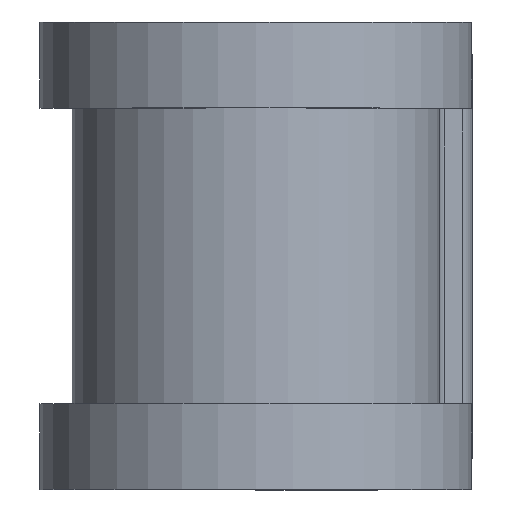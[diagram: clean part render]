
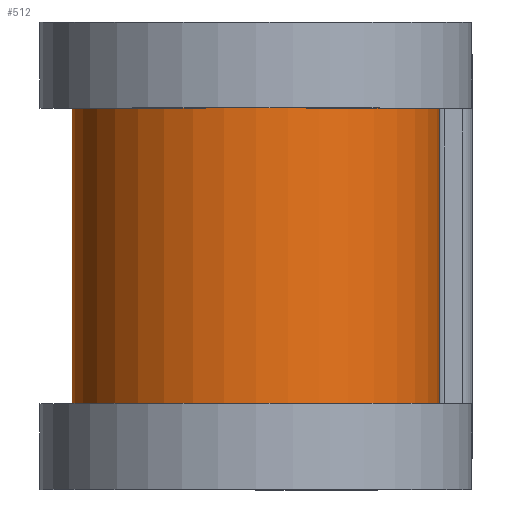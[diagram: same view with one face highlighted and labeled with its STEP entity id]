
A CAD part, top view. The second image highlights one B-rep face of the part: STEP entity #512.
In plain terms, the highlighted cylindrical face has radius 8.687 mm (diameter 17.374 mm), a partial arc.
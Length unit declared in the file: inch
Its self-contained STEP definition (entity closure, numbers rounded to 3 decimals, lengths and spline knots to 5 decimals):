
#14 = AXIS2_PLACEMENT_3D ( 'NONE', #671, #767, #821 ) ;
#54 = CARTESIAN_POINT ( 'NONE',  ( 0.342, 0.375, 0. ) ) ;
#85 = AXIS2_PLACEMENT_3D ( 'NONE', #754, #737, #728 ) ;
#146 = EDGE_CURVE ( 'NONE', #1614, #1211, #299, .T. ) ;
#194 = DIRECTION ( 'NONE',  ( 0., -1., 0. ) ) ;
#299 = CIRCLE ( 'NONE', #85, 0.342 ) ;
#305 = AXIS2_PLACEMENT_3D ( 'NONE', #672, #1599, #823 ) ;
#351 = DIRECTION ( 'NONE',  ( 0., -1., 0. ) ) ;
#455 = CARTESIAN_POINT ( 'NONE',  ( 0., 0.375, -0.342 ) ) ;
#512 = ADVANCED_FACE ( 'NONE', ( #850 ), #854, .T. ) ;
#513 = VECTOR ( 'NONE', #194, 39.37008 ) ;
#545 = ORIENTED_EDGE ( 'NONE', *, *, #1066, .T. ) ;
#635 = VERTEX_POINT ( 'NONE', #1694 ) ;
#671 = CARTESIAN_POINT ( 'NONE',  ( 0., 0.375, 0. ) ) ;
#672 = CARTESIAN_POINT ( 'NONE',  ( 0., 0.275, 0. ) ) ;
#727 = ORIENTED_EDGE ( 'NONE', *, *, #146, .F. ) ;
#728 = DIRECTION ( 'NONE',  ( 0., 0., -1. ) ) ;
#737 = DIRECTION ( 'NONE',  ( 0., -1., 0. ) ) ;
#754 = CARTESIAN_POINT ( 'NONE',  ( 0., -0.275, 0. ) ) ;
#759 = ORIENTED_EDGE ( 'NONE', *, *, #967, .T. ) ;
#767 = DIRECTION ( 'NONE',  ( 0., -1., 0. ) ) ;
#799 = EDGE_CURVE ( 'NONE', #635, #1614, #1547, .T. ) ;
#821 = DIRECTION ( 'NONE',  ( 0., 0., -1. ) ) ;
#823 = DIRECTION ( 'NONE',  ( 0., 0., -1. ) ) ;
#850 = FACE_OUTER_BOUND ( 'NONE', #1551, .T. ) ;
#854 = CYLINDRICAL_SURFACE ( 'NONE', #14, 0.342 ) ;
#967 = EDGE_CURVE ( 'NONE', #995, #1211, #1421, .T. ) ;
#995 = VERTEX_POINT ( 'NONE', #1199 ) ;
#1031 = ORIENTED_EDGE ( 'NONE', *, *, #799, .F. ) ;
#1066 = EDGE_CURVE ( 'NONE', #635, #995, #1580, .T. ) ;
#1071 = CARTESIAN_POINT ( 'NONE',  ( 0.342, -0.275, 0. ) ) ;
#1199 = CARTESIAN_POINT ( 'NONE',  ( 0., 0.275, -0.342 ) ) ;
#1211 = VERTEX_POINT ( 'NONE', #1631 ) ;
#1421 = LINE ( 'NONE', #455, #1746 ) ;
#1547 = LINE ( 'NONE', #54, #513 ) ;
#1551 = EDGE_LOOP ( 'NONE', ( #1031, #545, #759, #727 ) ) ;
#1580 = CIRCLE ( 'NONE', #305, 0.342 ) ;
#1599 = DIRECTION ( 'NONE',  ( 0., -1., 0. ) ) ;
#1614 = VERTEX_POINT ( 'NONE', #1071 ) ;
#1631 = CARTESIAN_POINT ( 'NONE',  ( 0., -0.275, -0.342 ) ) ;
#1694 = CARTESIAN_POINT ( 'NONE',  ( 0.342, 0.275, 0. ) ) ;
#1746 = VECTOR ( 'NONE', #351, 39.37008 ) ;
